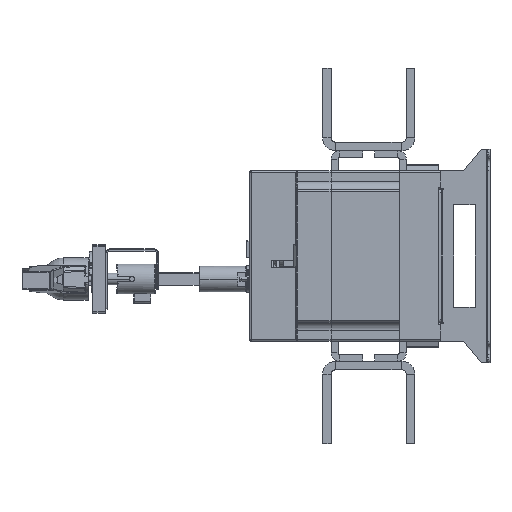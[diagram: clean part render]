
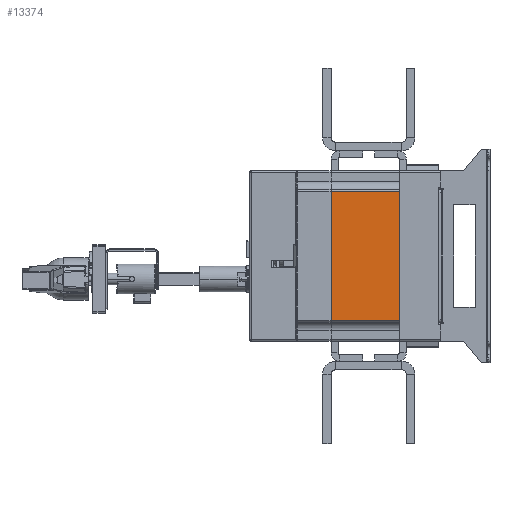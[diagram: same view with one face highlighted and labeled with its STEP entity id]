
A CAD part, left-side view. The second image highlights one B-rep face of the part: STEP entity #13374.
In plain terms, the highlighted planar face has unit normal (-1, 0, 0).
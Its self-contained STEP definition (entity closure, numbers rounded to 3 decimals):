
#5195=DIRECTION('',(0.,1.,0.));
#5196=VECTOR('',#5195,80.);
#5197=CARTESIAN_POINT('',(-189.,6.5,75.5));
#5198=LINE('',#5197,#5196);
#5203=DIRECTION('',(0.,0.,-1.));
#5204=VECTOR('',#5203,151.);
#5205=CARTESIAN_POINT('',(-189.,6.5,75.5));
#5206=LINE('',#5205,#5204);
#5207=DIRECTION('',(0.,0.,1.));
#5208=VECTOR('',#5207,151.);
#5209=CARTESIAN_POINT('',(-189.,86.5,-75.5));
#5210=LINE('',#5209,#5208);
#5215=DIRECTION('',(0.,-1.,0.));
#5216=VECTOR('',#5215,80.);
#5217=CARTESIAN_POINT('',(-189.,86.5,-75.5));
#5218=LINE('',#5217,#5216);
#5831=CARTESIAN_POINT('',(-189.,6.5,-75.5));
#5832=VERTEX_POINT('',#5831);
#5833=CARTESIAN_POINT('',(-189.,6.5,75.5));
#5834=VERTEX_POINT('',#5833);
#6087=CARTESIAN_POINT('',(-189.,86.5,-75.5));
#6088=CARTESIAN_POINT('',(-189.,86.5,75.5));
#6089=VERTEX_POINT('',#6087);
#6090=VERTEX_POINT('',#6088);
#13362=CARTESIAN_POINT('',(-189.,86.5,-100.));
#13363=DIRECTION('',(1.,0.,0.));
#13364=DIRECTION('',(0.,0.,-1.));
#13365=AXIS2_PLACEMENT_3D('',#13362,#13363,#13364);
#13366=PLANE('',#13365);
#13367=ORIENTED_EDGE('',*,*,#7315,.T.);
#13369=ORIENTED_EDGE('',*,*,#13368,.F.);
#13370=ORIENTED_EDGE('',*,*,#8194,.T.);
#13371=ORIENTED_EDGE('',*,*,#13354,.F.);
#13372=EDGE_LOOP('',(#13367,#13369,#13370,#13371));
#13373=FACE_OUTER_BOUND('',#13372,.F.);
#13374=ADVANCED_FACE('',(#13373),#13366,.F.);
#7315=EDGE_CURVE('',#5834,#5832,#5206,.T.);
#8194=EDGE_CURVE('',#6089,#6090,#5210,.T.);
#13354=EDGE_CURVE('',#5834,#6090,#5198,.T.);
#13368=EDGE_CURVE('',#6089,#5832,#5218,.T.);
